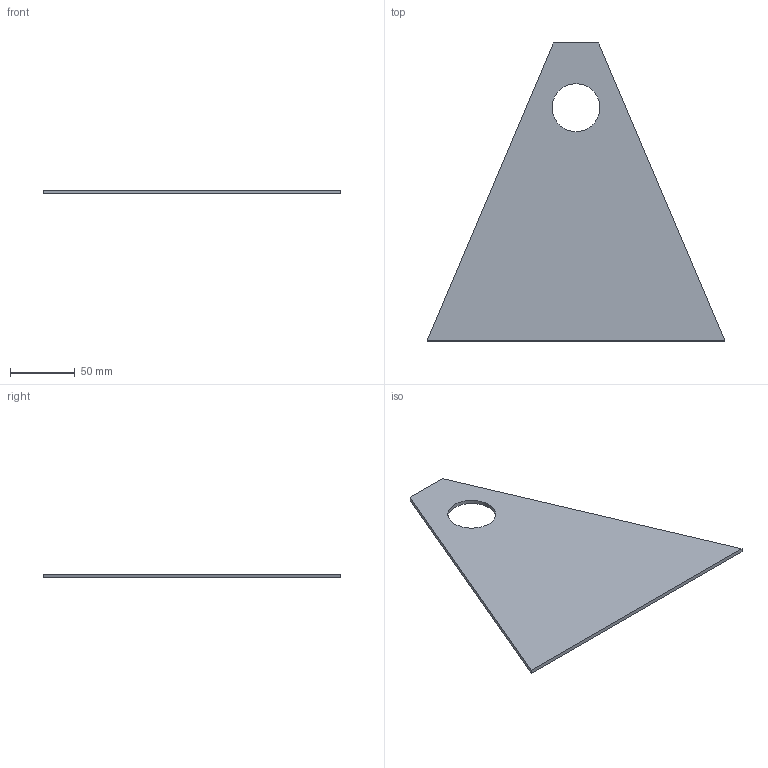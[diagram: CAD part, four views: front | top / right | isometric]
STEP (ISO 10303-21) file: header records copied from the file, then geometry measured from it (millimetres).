
FILE_DESCRIPTION(/* description */ (''),/* implementation_level */ '2;1');
FILE_NAME(/* name */ 'Trapez v1.step',/* time_stamp */ '2019-08-11T15:29:27+02:00',/* author */ (''),/* organization */ (''),/* preprocessor_version */ 'ST-DEVELOPER v18',/* originating_system */ 'Autodesk Translation Framework v8.2.0.1029',/* authorisation */ '');
FILE_SCHEMA (('AUTOMOTIVE_DESIGN { 1 0 10303 214 3 1 1 }'));
Length unit declared in the file: millimetre
Products named in the file (1): Trapez
Bounding box: 230 x 230.2 x 3 mm (x, y, z)
Volume: 88280.3 mm3; surface area: 61497.3 mm2
Topology: 1 solids, 1 shells, 7 faces, 15 edges, 10 vertices
Faces by surface type: plane 6, cylinder 1
Full cylindrical faces by diameter (mm): 37 x1
Entity records: 228 total; most frequent: DIRECTION 33, CARTESIAN_POINT 33, ORIENTED_EDGE 30, EDGE_CURVE 15, LINE 13, VECTOR 13, VERTEX_POINT 10, AXIS2_PLACEMENT_3D 10
